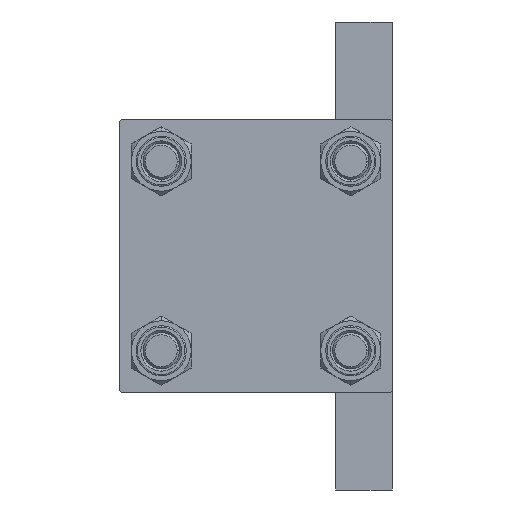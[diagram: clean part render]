
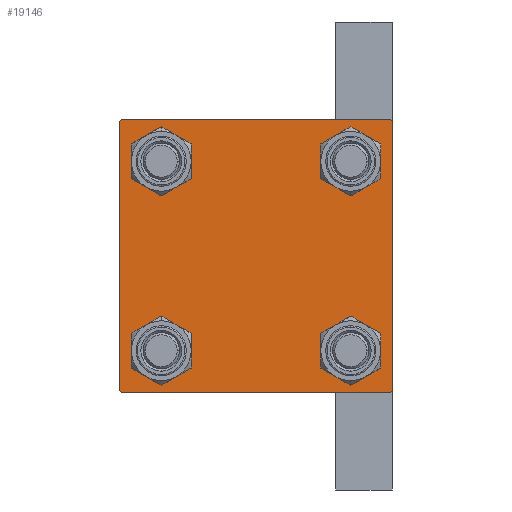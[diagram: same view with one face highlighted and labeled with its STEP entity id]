
A CAD part, left-side view. The second image highlights one B-rep face of the part: STEP entity #19146.
In plain terms, the highlighted planar face has unit normal (-1, 0, 0).
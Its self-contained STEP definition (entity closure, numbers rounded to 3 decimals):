
#202 = PLANE ( 'NONE',  #27761 ) ;
#673 = VERTEX_POINT ( 'NONE', #23845 ) ;
#2134 = CIRCLE ( 'NONE', #27315, 4.5 ) ;
#2189 = CARTESIAN_POINT ( 'NONE',  ( 0., -20.85, -16.35 ) ) ;
#2219 = ORIENTED_EDGE ( 'NONE', *, *, #28761, .T. ) ;
#2256 = ORIENTED_EDGE ( 'NONE', *, *, #18568, .T. ) ;
#2371 = CARTESIAN_POINT ( 'NONE',  ( 0., 20.85, -16.35 ) ) ;
#2697 = CIRCLE ( 'NONE', #41274, 4.5 ) ;
#2892 = AXIS2_PLACEMENT_3D ( 'NONE', #45262, #3377, #41312 ) ;
#3377 = DIRECTION ( 'NONE',  ( 1., 0., 0. ) ) ;
#3483 = CARTESIAN_POINT ( 'NONE',  ( 0., 20.85, 25.35 ) ) ;
#3538 = DIRECTION ( 'NONE',  ( 0., 0., 1. ) ) ;
#3909 = CARTESIAN_POINT ( 'NONE',  ( 0., 30., -29.5 ) ) ;
#4120 = CARTESIAN_POINT ( 'NONE',  ( 0., 20.85, 16.35 ) ) ;
#4682 = VERTEX_POINT ( 'NONE', #4120 ) ;
#4685 = CARTESIAN_POINT ( 'NONE',  ( 0., -20.85, -20.85 ) ) ;
#5248 = EDGE_CURVE ( 'NONE', #6856, #16329, #2134, .T. ) ;
#6364 = EDGE_CURVE ( 'NONE', #16393, #37407, #10246, .T. ) ;
#6377 = EDGE_CURVE ( 'NONE', #673, #48748, #6882, .T. ) ;
#6769 = EDGE_LOOP ( 'NONE', ( #13440, #25063, #12526, #7396, #7922, #14594, #10693, #17036 ) ) ;
#6795 = AXIS2_PLACEMENT_3D ( 'NONE', #22891, #15253, #15741 ) ;
#6856 = VERTEX_POINT ( 'NONE', #2189 ) ;
#6882 = CIRCLE ( 'NONE', #32072, 4.5 ) ;
#6991 = CARTESIAN_POINT ( 'NONE',  ( 0., -30., 29.5 ) ) ;
#7126 = EDGE_LOOP ( 'NONE', ( #46166, #2256 ) ) ;
#7361 = CARTESIAN_POINT ( 'NONE',  ( 0., 0., 0. ) ) ;
#7396 = ORIENTED_EDGE ( 'NONE', *, *, #9817, .T. ) ;
#7494 = CARTESIAN_POINT ( 'NONE',  ( 0., 20.85, -20.85 ) ) ;
#7748 = CARTESIAN_POINT ( 'NONE',  ( 0., -20.85, 20.85 ) ) ;
#7922 = ORIENTED_EDGE ( 'NONE', *, *, #18101, .F. ) ;
#7984 = CARTESIAN_POINT ( 'NONE',  ( 0., 30., 30. ) ) ;
#8469 = DIRECTION ( 'NONE',  ( 0., -1., 0. ) ) ;
#8584 = CIRCLE ( 'NONE', #36145, 4.5 ) ;
#8862 = LINE ( 'NONE', #34994, #16097 ) ;
#8880 = AXIS2_PLACEMENT_3D ( 'NONE', #7748, #48674, #29448 ) ;
#9059 = CARTESIAN_POINT ( 'NONE',  ( 0., 30., 29.5 ) ) ;
#9817 = EDGE_CURVE ( 'NONE', #37407, #17613, #47267, .T. ) ;
#10246 = LINE ( 'NONE', #29213, #25761 ) ;
#10261 = DIRECTION ( 'NONE',  ( 0., 0.707, 0.707 ) ) ;
#10693 = ORIENTED_EDGE ( 'NONE', *, *, #22189, .F. ) ;
#11037 = EDGE_CURVE ( 'NONE', #37318, #22970, #18848, .T. ) ;
#11301 = FACE_BOUND ( 'NONE', #26286, .T. ) ;
#11475 = CARTESIAN_POINT ( 'NONE',  ( 0., -30., -29.5 ) ) ;
#12170 = EDGE_CURVE ( 'NONE', #24466, #14247, #32687, .T. ) ;
#12223 = ORIENTED_EDGE ( 'NONE', *, *, #11037, .T. ) ;
#12526 = ORIENTED_EDGE ( 'NONE', *, *, #6364, .T. ) ;
#13440 = ORIENTED_EDGE ( 'NONE', *, *, #26703, .T. ) ;
#13719 = CARTESIAN_POINT ( 'NONE',  ( 0., 29.5, -30. ) ) ;
#13769 = VERTEX_POINT ( 'NONE', #3909 ) ;
#14247 = VERTEX_POINT ( 'NONE', #28780 ) ;
#14594 = ORIENTED_EDGE ( 'NONE', *, *, #12170, .T. ) ;
#14671 = DIRECTION ( 'NONE',  ( 1., 0., 0. ) ) ;
#15155 = CARTESIAN_POINT ( 'NONE',  ( 0., -29.5, -30. ) ) ;
#15253 = DIRECTION ( 'NONE',  ( 1., 0., 0. ) ) ;
#15289 = DIRECTION ( 'NONE',  ( 0., 0., 1. ) ) ;
#15379 = CARTESIAN_POINT ( 'NONE',  ( 0., -20.85, 16.35 ) ) ;
#15537 = EDGE_CURVE ( 'NONE', #48748, #673, #19943, .T. ) ;
#15741 = DIRECTION ( 'NONE',  ( 0., 0., 1. ) ) ;
#16097 = VECTOR ( 'NONE', #43111, 1000. ) ;
#16329 = VERTEX_POINT ( 'NONE', #16433 ) ;
#16393 = VERTEX_POINT ( 'NONE', #13719 ) ;
#16433 = CARTESIAN_POINT ( 'NONE',  ( 0., -20.85, -25.35 ) ) ;
#16525 = DIRECTION ( 'NONE',  ( 0., 0.707, -0.707 ) ) ;
#17036 = ORIENTED_EDGE ( 'NONE', *, *, #18973, .T. ) ;
#17402 = CARTESIAN_POINT ( 'NONE',  ( 0., 29.5, 30. ) ) ;
#17613 = VERTEX_POINT ( 'NONE', #11475 ) ;
#17887 = DIRECTION ( 'NONE',  ( 0., -1., 0. ) ) ;
#18101 = EDGE_CURVE ( 'NONE', #24466, #17613, #8862, .T. ) ;
#18120 = DIRECTION ( 'NONE',  ( 1., 0., 0. ) ) ;
#18341 = DIRECTION ( 'NONE',  ( 1., 0., 0. ) ) ;
#18461 = DIRECTION ( 'NONE',  ( 0., 0., 1. ) ) ;
#18568 = EDGE_CURVE ( 'NONE', #4682, #36564, #2697, .T. ) ;
#18848 = CIRCLE ( 'NONE', #27495, 4.5 ) ;
#18973 = EDGE_CURVE ( 'NONE', #33051, #19232, #42394, .T. ) ;
#19146 = ADVANCED_FACE ( 'NONE', ( #11301, #37431, #41118, #30028, #41843 ), #202, .T. ) ;
#19232 = VERTEX_POINT ( 'NONE', #9059 ) ;
#19749 = VECTOR ( 'NONE', #23315, 1000. ) ;
#19943 = CIRCLE ( 'NONE', #8880, 4.5 ) ;
#20422 = DIRECTION ( 'NONE',  ( 0., -0.707, 0.707 ) ) ;
#20950 = EDGE_CURVE ( 'NONE', #13769, #16393, #30215, .T. ) ;
#21554 = VECTOR ( 'NONE', #8469, 1000. ) ;
#21829 = CARTESIAN_POINT ( 'NONE',  ( 0., 20.85, -25.35 ) ) ;
#22189 = EDGE_CURVE ( 'NONE', #33051, #14247, #26718, .T. ) ;
#22291 = DIRECTION ( 'NONE',  ( 0., 0., 1. ) ) ;
#22629 = LINE ( 'NONE', #41108, #38215 ) ;
#22891 = CARTESIAN_POINT ( 'NONE',  ( 0., -20.85, -20.85 ) ) ;
#22970 = VERTEX_POINT ( 'NONE', #21829 ) ;
#23315 = DIRECTION ( 'NONE',  ( 0., -0.707, -0.707 ) ) ;
#23845 = CARTESIAN_POINT ( 'NONE',  ( 0., -20.85, 25.35 ) ) ;
#23981 = EDGE_LOOP ( 'NONE', ( #47465, #2219 ) ) ;
#24466 = VERTEX_POINT ( 'NONE', #6991 ) ;
#25063 = ORIENTED_EDGE ( 'NONE', *, *, #20950, .T. ) ;
#25761 = VECTOR ( 'NONE', #17887, 1000. ) ;
#25967 = CARTESIAN_POINT ( 'NONE',  ( 0., 20.85, 20.85 ) ) ;
#26286 = EDGE_LOOP ( 'NONE', ( #37855, #39277 ) ) ;
#26703 = EDGE_CURVE ( 'NONE', #19232, #13769, #22629, .T. ) ;
#26718 = LINE ( 'NONE', #7984, #21554 ) ;
#27315 = AXIS2_PLACEMENT_3D ( 'NONE', #4685, #34745, #15289 ) ;
#27495 = AXIS2_PLACEMENT_3D ( 'NONE', #7494, #18120, #22291 ) ;
#27761 = AXIS2_PLACEMENT_3D ( 'NONE', #7361, #41604, #18461 ) ;
#27852 = CARTESIAN_POINT ( 'NONE',  ( 0., 29.75, 29.75 ) ) ;
#28049 = CIRCLE ( 'NONE', #6795, 4.5 ) ;
#28761 = EDGE_CURVE ( 'NONE', #16329, #6856, #28049, .T. ) ;
#28780 = CARTESIAN_POINT ( 'NONE',  ( 0., -29.5, 30. ) ) ;
#29213 = CARTESIAN_POINT ( 'NONE',  ( 0., 30., -30. ) ) ;
#29448 = DIRECTION ( 'NONE',  ( 0., 0., 1. ) ) ;
#30028 = FACE_BOUND ( 'NONE', #7126, .T. ) ;
#30107 = VECTOR ( 'NONE', #16525, 1000. ) ;
#30215 = LINE ( 'NONE', #38597, #19749 ) ;
#30255 = DIRECTION ( 'NONE',  ( 0., 0., -1. ) ) ;
#30540 = VECTOR ( 'NONE', #10261, 1000. ) ;
#32072 = AXIS2_PLACEMENT_3D ( 'NONE', #48190, #14671, #37337 ) ;
#32254 = DIRECTION ( 'NONE',  ( 0., 0., 1. ) ) ;
#32687 = LINE ( 'NONE', #44027, #30540 ) ;
#32897 = EDGE_CURVE ( 'NONE', #36564, #4682, #47749, .T. ) ;
#33051 = VERTEX_POINT ( 'NONE', #17402 ) ;
#34745 = DIRECTION ( 'NONE',  ( 1., 0., 0. ) ) ;
#34994 = CARTESIAN_POINT ( 'NONE',  ( 0., -30., 30. ) ) ;
#35174 = EDGE_LOOP ( 'NONE', ( #12223, #41209 ) ) ;
#36145 = AXIS2_PLACEMENT_3D ( 'NONE', #47285, #44065, #32254 ) ;
#36564 = VERTEX_POINT ( 'NONE', #3483 ) ;
#37318 = VERTEX_POINT ( 'NONE', #2371 ) ;
#37337 = DIRECTION ( 'NONE',  ( 0., 0., 1. ) ) ;
#37407 = VERTEX_POINT ( 'NONE', #15155 ) ;
#37431 = FACE_BOUND ( 'NONE', #23981, .T. ) ;
#37855 = ORIENTED_EDGE ( 'NONE', *, *, #6377, .T. ) ;
#38215 = VECTOR ( 'NONE', #30255, 1000. ) ;
#38597 = CARTESIAN_POINT ( 'NONE',  ( 0., 29.75, -29.75 ) ) ;
#39277 = ORIENTED_EDGE ( 'NONE', *, *, #15537, .T. ) ;
#40472 = EDGE_CURVE ( 'NONE', #22970, #37318, #8584, .T. ) ;
#41108 = CARTESIAN_POINT ( 'NONE',  ( 0., 30., 30. ) ) ;
#41118 = FACE_BOUND ( 'NONE', #35174, .T. ) ;
#41209 = ORIENTED_EDGE ( 'NONE', *, *, #40472, .T. ) ;
#41274 = AXIS2_PLACEMENT_3D ( 'NONE', #25967, #18341, #3538 ) ;
#41312 = DIRECTION ( 'NONE',  ( 0., 0., 1. ) ) ;
#41604 = DIRECTION ( 'NONE',  ( -1., 0., 0. ) ) ;
#41843 = FACE_OUTER_BOUND ( 'NONE', #6769, .T. ) ;
#42394 = LINE ( 'NONE', #27852, #30107 ) ;
#42401 = VECTOR ( 'NONE', #20422, 1000. ) ;
#43063 = CARTESIAN_POINT ( 'NONE',  ( 0., -29.75, -29.75 ) ) ;
#43111 = DIRECTION ( 'NONE',  ( 0., 0., -1. ) ) ;
#44027 = CARTESIAN_POINT ( 'NONE',  ( 0., -29.75, 29.75 ) ) ;
#44065 = DIRECTION ( 'NONE',  ( 1., 0., 0. ) ) ;
#45262 = CARTESIAN_POINT ( 'NONE',  ( 0., 20.85, 20.85 ) ) ;
#46166 = ORIENTED_EDGE ( 'NONE', *, *, #32897, .T. ) ;
#47267 = LINE ( 'NONE', #43063, #42401 ) ;
#47285 = CARTESIAN_POINT ( 'NONE',  ( 0., 20.85, -20.85 ) ) ;
#47465 = ORIENTED_EDGE ( 'NONE', *, *, #5248, .T. ) ;
#47749 = CIRCLE ( 'NONE', #2892, 4.5 ) ;
#48190 = CARTESIAN_POINT ( 'NONE',  ( 0., -20.85, 20.85 ) ) ;
#48674 = DIRECTION ( 'NONE',  ( 1., 0., 0. ) ) ;
#48748 = VERTEX_POINT ( 'NONE', #15379 ) ;
